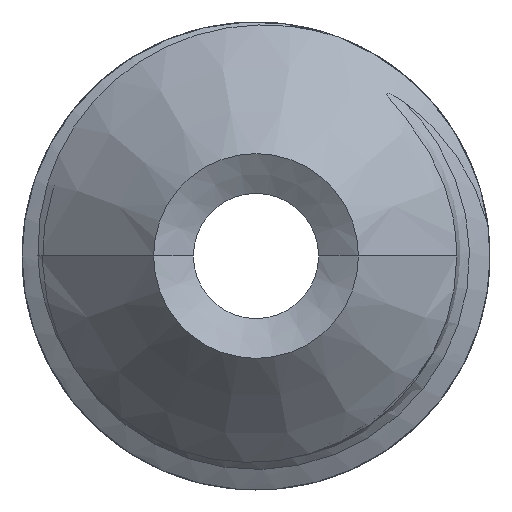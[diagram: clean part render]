
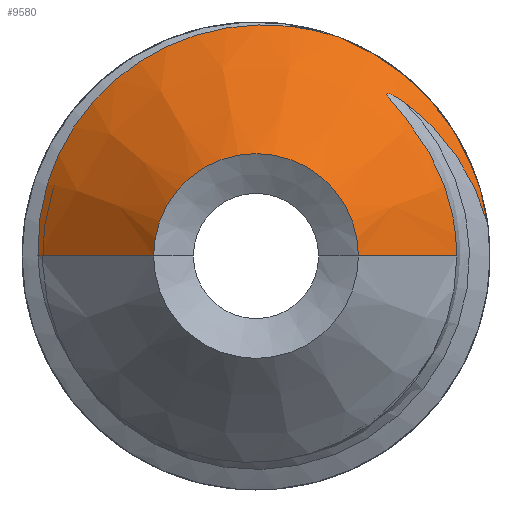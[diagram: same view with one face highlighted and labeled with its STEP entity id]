
A CAD part, left-side view. The second image highlights one B-rep face of the part: STEP entity #9580.
In plain terms, the highlighted conical face has half-angle 45 degrees and reference radius 1.438 mm.
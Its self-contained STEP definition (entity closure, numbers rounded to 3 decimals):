
#1905=CARTESIAN_POINT('',(1.125,0.,0.));
#1906=DIRECTION('',(1.,0.,0.));
#1907=DIRECTION('',(0.,-0.355,0.935));
#1908=AXIS2_PLACEMENT_3D('',#1905,#1906,#1907);
#4640=CARTESIAN_POINT('',(0.988,1.863,0.));
#4641=CARTESIAN_POINT('',(0.993,1.868,
0.121));
#4642=CARTESIAN_POINT('',(1.002,1.854,0.365));
#4643=CARTESIAN_POINT('',(1.016,1.758,0.731));
#4644=CARTESIAN_POINT('',(1.03,1.591,1.071));
#4645=CARTESIAN_POINT('',(1.044,1.365,1.365));
#4646=CARTESIAN_POINT('',(1.057,1.09,1.61));
#4647=CARTESIAN_POINT('',(1.071,0.771,1.8));
#4648=CARTESIAN_POINT('',(1.084,0.414,1.928));
#4649=CARTESIAN_POINT('',(1.098,0.04,1.984));
#4650=CARTESIAN_POINT('',(1.111,-0.337,
1.97));
#4651=CARTESIAN_POINT('',(1.12,-0.588,
1.911));
#4652=CARTESIAN_POINT('',(1.125,-0.711,1.869));
#4659=DIRECTION('',(0.707,0.707,0.));
#4660=VECTOR('',#4659,1.398);
#4661=CARTESIAN_POINT('',(0.,0.875,0.));
#4662=LINE('',#4661,#4660);
#4663=DIRECTION('',(0.707,-0.707,0.));
#4664=VECTOR('',#4663,1.189);
#4665=CARTESIAN_POINT('',(0.,-0.875,0.));
#4666=LINE('',#4665,#4664);
#4667=CARTESIAN_POINT('',(0.,0.,0.));
#4668=DIRECTION('',(1.,0.,0.));
#4669=DIRECTION('',(0.,1.,0.));
#4670=AXIS2_PLACEMENT_3D('',#4667,#4668,#4669);
#4672=CARTESIAN_POINT('',(1.125,-1.981,0.277));
#4673=CARTESIAN_POINT('',(1.111,-1.951,
0.383));
#4674=CARTESIAN_POINT('',(1.082,-1.875,
0.589));
#4675=CARTESIAN_POINT('',(1.038,-1.714,
0.87));
#4676=CARTESIAN_POINT('',(0.994,-1.51,
1.117));
#4677=CARTESIAN_POINT('',(0.965,-1.351,
1.253));
#4678=CARTESIAN_POINT('',(0.95,-1.268,
1.313));
#4701=CARTESIAN_POINT('',(0.95,-1.268,
1.313));
#4702=CARTESIAN_POINT('',(0.949,-1.263,
1.317));
#4703=CARTESIAN_POINT('',(0.947,-1.252,
1.324));
#4704=CARTESIAN_POINT('',(0.945,-1.238,
1.334));
#4705=CARTESIAN_POINT('',(0.942,-1.225,
1.342));
#4706=CARTESIAN_POINT('',(0.939,-1.212,
1.35));
#4707=CARTESIAN_POINT('',(0.937,-1.2,
1.357));
#4708=CARTESIAN_POINT('',(0.934,-1.189,
1.364));
#4709=CARTESIAN_POINT('',(0.932,-1.178,
1.37));
#4710=CARTESIAN_POINT('',(0.929,-1.168,
1.375));
#4711=CARTESIAN_POINT('',(0.926,-1.158,
1.379));
#4712=CARTESIAN_POINT('',(0.923,-1.148,
1.384));
#4713=CARTESIAN_POINT('',(0.92,-1.139,
1.387));
#4714=CARTESIAN_POINT('',(0.916,-1.131,
1.389));
#4715=CARTESIAN_POINT('',(0.912,-1.123,
1.39));
#4716=CARTESIAN_POINT('',(0.906,-1.117,
1.387));
#4717=CARTESIAN_POINT('',(0.9,-1.117,
1.38));
#4718=CARTESIAN_POINT('',(0.897,-1.12,
1.373));
#4719=CARTESIAN_POINT('',(0.894,-1.125,
1.365));
#4720=CARTESIAN_POINT('',(0.891,-1.131,
1.356));
#4721=CARTESIAN_POINT('',(0.888,-1.137,
1.347));
#4722=CARTESIAN_POINT('',(0.886,-1.145,
1.337));
#4723=CARTESIAN_POINT('',(0.883,-1.153,
1.327));
#4724=CARTESIAN_POINT('',(0.881,-1.163,
1.316));
#4725=CARTESIAN_POINT('',(0.879,-1.173,
1.304));
#4726=CARTESIAN_POINT('',(0.877,-1.183,
1.292));
#4727=CARTESIAN_POINT('',(0.875,-1.195,
1.279));
#4728=CARTESIAN_POINT('',(0.873,-1.207,
1.264));
#4729=CARTESIAN_POINT('',(0.871,-1.221,
1.249));
#4730=CARTESIAN_POINT('',(0.869,-1.235,
1.232));
#4731=CARTESIAN_POINT('',(0.867,-1.251,
1.212));
#4732=CARTESIAN_POINT('',(0.865,-1.269,
1.191));
#4733=CARTESIAN_POINT('',(0.863,-1.287,
1.169));
#4734=CARTESIAN_POINT('',(0.862,-1.306,
1.145));
#4735=CARTESIAN_POINT('',(0.86,-1.325,
1.12));
#4736=CARTESIAN_POINT('',(0.858,-1.344,
1.095));
#4737=CARTESIAN_POINT('',(0.857,-1.364,
1.068));
#4738=CARTESIAN_POINT('',(0.855,-1.384,
1.039));
#4739=CARTESIAN_POINT('',(0.854,-1.405,
1.008));
#4740=CARTESIAN_POINT('',(0.852,-1.427,
0.974));
#4741=CARTESIAN_POINT('',(0.851,-1.45,
0.937));
#4742=CARTESIAN_POINT('',(0.85,-1.474,
0.896));
#4743=CARTESIAN_POINT('',(0.848,-1.499,
0.85));
#4744=CARTESIAN_POINT('',(0.847,-1.526,
0.799));
#4745=CARTESIAN_POINT('',(0.846,-1.553,
0.743));
#4746=CARTESIAN_POINT('',(0.845,-1.58,
0.68));
#4747=CARTESIAN_POINT('',(0.843,-1.607,
0.61));
#4748=CARTESIAN_POINT('',(0.842,-1.634,
0.532));
#4749=CARTESIAN_POINT('',(0.842,-1.659,
0.446));
#4750=CARTESIAN_POINT('',(0.841,-1.681,
0.35));
#4751=CARTESIAN_POINT('',(0.841,-1.7,
0.244));
#4752=CARTESIAN_POINT('',(0.841,-1.712,
0.128));
#4753=CARTESIAN_POINT('',(0.841,-1.716,
0.044));
#4754=CARTESIAN_POINT('',(0.841,-1.716,
0.));
#6111=CARTESIAN_POINT('',(0.,0.875,0.));
#6112=CARTESIAN_POINT('',(0.988,1.863,0.));
#6113=VERTEX_POINT('',#6111);
#6114=VERTEX_POINT('',#6112);
#6115=CARTESIAN_POINT('',(0.,-0.875,0.));
#6116=CARTESIAN_POINT('',(0.841,-1.716,
0.));
#6117=VERTEX_POINT('',#6115);
#6118=VERTEX_POINT('',#6116);
#6151=CARTESIAN_POINT('',(1.125,-0.711,1.869));
#6152=CARTESIAN_POINT('',(1.125,-1.981,0.277));
#6153=VERTEX_POINT('',#6151);
#6154=VERTEX_POINT('',#6152);
#6194=VERTEX_POINT('',#4701);
#9563=CARTESIAN_POINT('',(0.563,0.,0.));
#9564=DIRECTION('',(1.,0.,0.));
#9565=DIRECTION('',(0.,-1.,0.));
#9566=AXIS2_PLACEMENT_3D('',#9563,#9564,#9565);
#9567=CONICAL_SURFACE('',#9566,1.438,45.);
#9568=ORIENTED_EDGE('',*,*,#9551,.T.);
#9569=ORIENTED_EDGE('',*,*,#9541,.T.);
#9570=ORIENTED_EDGE('',*,*,#6800,.T.);
#9572=ORIENTED_EDGE('',*,*,#9571,.T.);
#9574=ORIENTED_EDGE('',*,*,#9573,.T.);
#9575=ORIENTED_EDGE('',*,*,#9555,.F.);
#9577=ORIENTED_EDGE('',*,*,#9576,.F.);
#9578=EDGE_LOOP('',(#9568,#9569,#9570,#9572,#9574,#9575,#9577));
#9579=FACE_OUTER_BOUND('',#9578,.F.);
#1909=CIRCLE('',#1908,2.);
#4653=B_SPLINE_CURVE_WITH_KNOTS('',3,(#4640,#4641,#4642,#4643,#4644,#4645,#4646,
#4647,#4648,#4649,#4650,#4651,#4652),.UNSPECIFIED.,.F.,.F.,(4,1,1,1,1,1,1,1,1,1,
4),(0.,0.1,0.2,0.3,0.4,0.5,0.6,0.7,0.8,0.9,1.),
.UNSPECIFIED.);
#4671=CIRCLE('',#4670,0.875);
#4679=B_SPLINE_CURVE_WITH_KNOTS('',3,(#4672,#4673,#4674,#4675,#4676,#4677,
#4678),.UNSPECIFIED.,.F.,.F.,(4,1,1,1,4),(0.,0.25,0.5,0.75,1.),
.UNSPECIFIED.);
#4755=B_SPLINE_CURVE_WITH_KNOTS('',3,(#4701,#4702,#4703,#4704,#4705,#4706,#4707,
#4708,#4709,#4710,#4711,#4712,#4713,#4714,#4715,#4716,#4717,#4718,#4719,#4720,
#4721,#4722,#4723,#4724,#4725,#4726,#4727,#4728,#4729,#4730,#4731,#4732,#4733,
#4734,#4735,#4736,#4737,#4738,#4739,#4740,#4741,#4742,#4743,#4744,#4745,#4746,
#4747,#4748,#4749,#4750,#4751,#4752,#4753,#4754),.UNSPECIFIED.,.F.,.F.,(4,1,1,1,
1,1,1,1,1,1,1,1,1,1,1,1,1,1,1,1,1,1,1,1,1,1,1,1,1,1,1,1,1,1,1,1,1,1,1,1,1,1,1,1,
1,1,1,1,1,1,1,4),(0.,0.02,0.039,0.059,
0.078,0.098,0.118,0.137,
0.157,0.176,0.196,0.216,
0.235,0.255,0.275,0.294,
0.314,0.333,0.353,0.373,
0.392,0.412,0.431,0.451,
0.471,0.49,0.51,0.529,
0.549,0.569,0.588,0.608,
0.627,0.647,0.667,0.686,
0.706,0.725,0.745,0.765,
0.784,0.804,0.824,0.843,
0.863,0.882,0.902,0.922,
0.941,0.961,0.98,1.),.UNSPECIFIED.);
#6800=EDGE_CURVE('',#6153,#6154,#1909,.T.);
#9541=EDGE_CURVE('',#6114,#6153,#4653,.T.);
#9551=EDGE_CURVE('',#6113,#6114,#4662,.T.);
#9555=EDGE_CURVE('',#6117,#6118,#4666,.T.);
#9571=EDGE_CURVE('',#6154,#6194,#4679,.T.);
#9573=EDGE_CURVE('',#6194,#6118,#4755,.T.);
#9576=EDGE_CURVE('',#6113,#6117,#4671,.T.);
#9580=ADVANCED_FACE('',(#9579),#9567,.T.);
